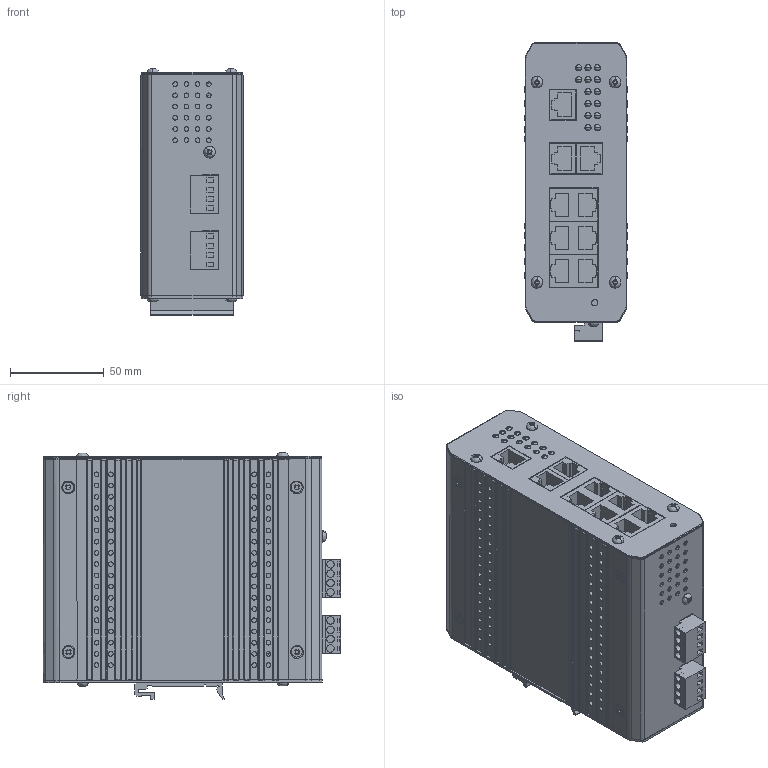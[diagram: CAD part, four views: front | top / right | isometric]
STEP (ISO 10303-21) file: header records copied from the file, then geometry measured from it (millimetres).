
FILE_DESCRIPTION (( 'STEP AP214' ), '1' );
FILE_NAME ('JetNet 4508-3D-STP_20220913.STEP', '2022-09-13T06:13:11', ( '' ), ( '' ), 'SwSTEP 2.0', 'SolidWorks 2018', '' );
FILE_SCHEMA (( 'AUTOMOTIVE_DESIGN' ));
Length unit declared in the file: millimetre
Products named in the file (16): 4508_上蓋_20100728.IGS; 3D-DinRailKit-44W-SD.IGS; S-TS-F-4P.IGS; 4508_後板_20150522.IGS; 3D-DinRailKit-44W-SD; JN4508_ASM_20150522-IGS.IGS; M3X6 120D(錐孔).IGS; JetNet 4508-3D-STP_20220913; 3810G_側板_20100513.IGS; 0-DIN-44W_Screw3_ASY; 4508_PowerBoard_20100517.IGS; 0-Screw-R-M3x6R_預設.IGS; 4508_SwitchBoard_20150522.IGS; 4508_底座_20100728.IGS; 0-Screw-120-M3x6; 4508_FrontPanel_20100728.IGS
Assembly tree (34 placements, depth 3):
  JetNet 4508-3D-STP_20220913
    JN4508_ASM_20150522-IGS.IGS
      4508_PowerBoard_20100517.IGS
      3810G_側板_20100513.IGS  x2
      4508_上蓋_20100728.IGS
      4508_底座_20100728.IGS
      4508_FrontPanel_20100728.IGS
      4508_SwitchBoard_20150522.IGS
      4508_後板_20150522.IGS
      3D-DinRailKit-44W-SD.IGS
      M3X6 120D(錐孔).IGS  x8
      0-Screw-R-M3x6R_預設.IGS  x9
      S-TS-F-4P.IGS  x2
    0-DIN-44W_Screw3_ASY
      3D-DinRailKit-44W-SD
      0-Screw-120-M3x6  x3
Bounding box: 55 x 159.24 x 131.74 mm (x, y, z)
Volume: 255465.1 mm3; surface area: 252792.4 mm2
Topology: 32 solids, 32 shells, 2101 faces, 5780 edges, 3790 vertices
Faces by surface type: bspline 1948, plane 77, cylinder 64, cone 12
Entity records: 50011 total; most frequent: CARTESIAN_POINT 25396, ORIENTED_EDGE 7112, EDGE_CURVE 3556, VERTEX_POINT 2340, B_SPLINE_CURVE_WITH_KNOTS 2317, EDGE_LOOP 1754, ADVANCED_FACE 1290, FACE_OUTER_BOUND 1290
